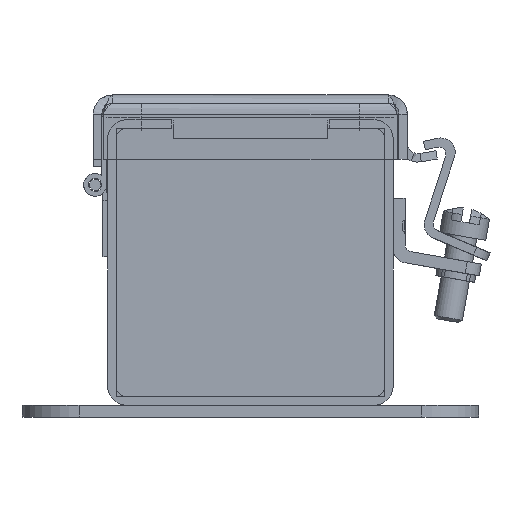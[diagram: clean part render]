
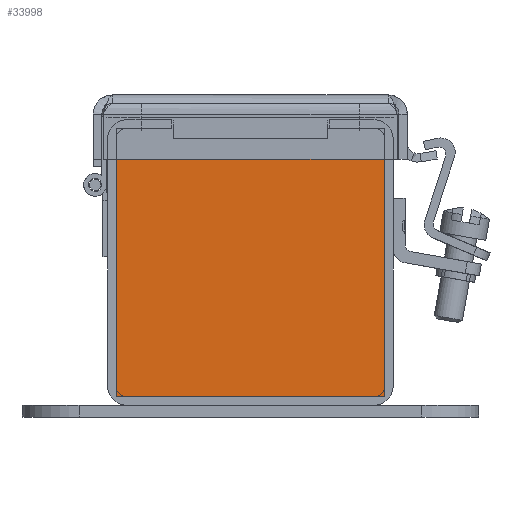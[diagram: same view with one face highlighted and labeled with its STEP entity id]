
A CAD part, left-side view. The second image highlights one B-rep face of the part: STEP entity #33998.
In plain terms, the highlighted planar face has unit normal (-1, 0, 0).
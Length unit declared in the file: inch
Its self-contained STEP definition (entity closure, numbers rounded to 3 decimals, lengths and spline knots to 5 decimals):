
#96 = VERTEX_POINT ( 'NONE', #7177 ) ;
#806 = ORIENTED_EDGE ( 'NONE', *, *, #22446, .F. ) ;
#1883 = DIRECTION ( 'NONE',  ( 0., 0., 1. ) ) ;
#2421 = LINE ( 'NONE', #51147, #13868 ) ;
#2711 = VECTOR ( 'NONE', #48445, 39.37008 ) ;
#3037 = VERTEX_POINT ( 'NONE', #48202 ) ;
#3399 = CARTESIAN_POINT ( 'NONE',  ( -36., 0.6775, 0. ) ) ;
#4298 = VERTEX_POINT ( 'NONE', #41839 ) ;
#5548 = DIRECTION ( 'NONE',  ( 0., 0., -1. ) ) ;
#6140 = VECTOR ( 'NONE', #1883, 39.37008 ) ;
#6226 = EDGE_CURVE ( 'NONE', #46797, #43204, #14186, .T. ) ;
#6583 = DIRECTION ( 'NONE',  ( 0., -1., 0. ) ) ;
#7040 = ORIENTED_EDGE ( 'NONE', *, *, #28974, .F. ) ;
#7054 = EDGE_CURVE ( 'NONE', #96, #53077, #15646, .T. ) ;
#7064 = VECTOR ( 'NONE', #47469, 39.37008 ) ;
#7177 = CARTESIAN_POINT ( 'NONE',  ( -36., -0.6775, 1.08225 ) ) ;
#8427 = DIRECTION ( 'NONE',  ( 0., 0., 1. ) ) ;
#9014 = VERTEX_POINT ( 'NONE', #40890 ) ;
#10042 = CARTESIAN_POINT ( 'NONE',  ( -36., -1.176, -1.176 ) ) ;
#11200 = VECTOR ( 'NONE', #6583, 39.37008 ) ;
#11702 = VECTOR ( 'NONE', #26838, 39.37008 ) ;
#13309 = CARTESIAN_POINT ( 'NONE',  ( -36., -1.176, 1.176 ) ) ;
#13703 = ORIENTED_EDGE ( 'NONE', *, *, #20072, .F. ) ;
#13811 = ORIENTED_EDGE ( 'NONE', *, *, #52107, .F. ) ;
#13868 = VECTOR ( 'NONE', #38059, 39.37008 ) ;
#14186 = LINE ( 'NONE', #10042, #45816 ) ;
#15504 = EDGE_CURVE ( 'NONE', #3037, #4298, #25486, .T. ) ;
#15646 = LINE ( 'NONE', #52739, #21391 ) ;
#16863 = VECTOR ( 'NONE', #39816, 39.37008 ) ;
#16910 = EDGE_CURVE ( 'NONE', #9014, #46407, #19895, .T. ) ;
#17192 = EDGE_CURVE ( 'NONE', #54480, #37518, #53561, .T. ) ;
#18020 = CARTESIAN_POINT ( 'NONE',  ( -36., -0.6777, 1.176 ) ) ;
#18318 = ORIENTED_EDGE ( 'NONE', *, *, #6226, .F. ) ;
#19895 = LINE ( 'NONE', #18020, #33465 ) ;
#20072 = EDGE_CURVE ( 'NONE', #53077, #46407, #24579, .T. ) ;
#21156 = LINE ( 'NONE', #51760, #6140 ) ;
#21391 = VECTOR ( 'NONE', #30141, 39.37008 ) ;
#21848 = ORIENTED_EDGE ( 'NONE', *, *, #46267, .T. ) ;
#21902 = DIRECTION ( 'NONE',  ( 0., -1., 0. ) ) ;
#22446 = EDGE_CURVE ( 'NONE', #9014, #46797, #43701, .T. ) ;
#24579 = LINE ( 'NONE', #51323, #7064 ) ;
#25486 = LINE ( 'NONE', #13309, #28762 ) ;
#26626 = ORIENTED_EDGE ( 'NONE', *, *, #16910, .T. ) ;
#26838 = DIRECTION ( 'NONE',  ( 0., 0., 1. ) ) ;
#26875 = ORIENTED_EDGE ( 'NONE', *, *, #7054, .F. ) ;
#27264 = AXIS2_PLACEMENT_3D ( 'NONE', #28728, #29040, #47197 ) ;
#28728 = CARTESIAN_POINT ( 'NONE',  ( -36., 0., 0. ) ) ;
#28762 = VECTOR ( 'NONE', #21902, 39.37008 ) ;
#28974 = EDGE_CURVE ( 'NONE', #53299, #54480, #29667, .T. ) ;
#29040 = DIRECTION ( 'NONE',  ( 1., 0., 0. ) ) ;
#29326 = FACE_OUTER_BOUND ( 'NONE', #34502, .T. ) ;
#29667 = LINE ( 'NONE', #42161, #11200 ) ;
#30141 = DIRECTION ( 'NONE',  ( 0., 0., -1. ) ) ;
#30279 = VERTEX_POINT ( 'NONE', #44310 ) ;
#30313 = LINE ( 'NONE', #53492, #50997 ) ;
#30372 = ORIENTED_EDGE ( 'NONE', *, *, #40139, .F. ) ;
#31596 = ORIENTED_EDGE ( 'NONE', *, *, #15504, .F. ) ;
#33302 = CARTESIAN_POINT ( 'NONE',  ( -36., 0.6775, 1.08225 ) ) ;
#33465 = VECTOR ( 'NONE', #34428, 39.37008 ) ;
#33998 = ADVANCED_FACE ( 'NONE', ( #29326 ), #39634, .F. ) ;
#34428 = DIRECTION ( 'NONE',  ( 0., 0., -1. ) ) ;
#34502 = EDGE_LOOP ( 'NONE', ( #13703, #26875, #30372, #39119, #7040, #21848, #31596, #13811, #56417, #18318, #806, #26626 ) ) ;
#36810 = CARTESIAN_POINT ( 'NONE',  ( -36., 0.6775, 1.08205 ) ) ;
#37518 = VERTEX_POINT ( 'NONE', #33302 ) ;
#38059 = DIRECTION ( 'NONE',  ( 0., -1., 0. ) ) ;
#38961 = LINE ( 'NONE', #57090, #16863 ) ;
#39119 = ORIENTED_EDGE ( 'NONE', *, *, #17192, .F. ) ;
#39634 = PLANE ( 'NONE',  #27264 ) ;
#39816 = DIRECTION ( 'NONE',  ( 0., 1., 0. ) ) ;
#40139 = EDGE_CURVE ( 'NONE', #37518, #96, #2421, .T. ) ;
#40629 = CARTESIAN_POINT ( 'NONE',  ( -36., -0.6777, 1.08205 ) ) ;
#40890 = CARTESIAN_POINT ( 'NONE',  ( -36., -0.6777, 1.176 ) ) ;
#41839 = CARTESIAN_POINT ( 'NONE',  ( -36., 0.6777, 1.176 ) ) ;
#42161 = CARTESIAN_POINT ( 'NONE',  ( -36., 0., 1.08205 ) ) ;
#43204 = VERTEX_POINT ( 'NONE', #46124 ) ;
#43701 = LINE ( 'NONE', #47868, #2711 ) ;
#44310 = CARTESIAN_POINT ( 'NONE',  ( -36., 1.176, -1.176 ) ) ;
#45816 = VECTOR ( 'NONE', #5548, 39.37008 ) ;
#46124 = CARTESIAN_POINT ( 'NONE',  ( -36., -1.176, -1.176 ) ) ;
#46267 = EDGE_CURVE ( 'NONE', #53299, #4298, #21156, .T. ) ;
#46407 = VERTEX_POINT ( 'NONE', #40629 ) ;
#46797 = VERTEX_POINT ( 'NONE', #47390 ) ;
#47197 = DIRECTION ( 'NONE',  ( 0., 1., 0. ) ) ;
#47390 = CARTESIAN_POINT ( 'NONE',  ( -36., -1.176, 1.176 ) ) ;
#47469 = DIRECTION ( 'NONE',  ( 0., -1., 0. ) ) ;
#47765 = CARTESIAN_POINT ( 'NONE',  ( -36., 0.6777, 1.08205 ) ) ;
#47868 = CARTESIAN_POINT ( 'NONE',  ( -36., -1.176, 1.176 ) ) ;
#48202 = CARTESIAN_POINT ( 'NONE',  ( -36., 1.176, 1.176 ) ) ;
#48445 = DIRECTION ( 'NONE',  ( 0., -1., 0. ) ) ;
#48710 = CARTESIAN_POINT ( 'NONE',  ( -36., -0.6775, 1.08205 ) ) ;
#50997 = VECTOR ( 'NONE', #8427, 39.37008 ) ;
#51147 = CARTESIAN_POINT ( 'NONE',  ( -36., 0., 1.08225 ) ) ;
#51323 = CARTESIAN_POINT ( 'NONE',  ( -36., 0., 1.08205 ) ) ;
#51760 = CARTESIAN_POINT ( 'NONE',  ( -36., 0.6777, 1.08205 ) ) ;
#52107 = EDGE_CURVE ( 'NONE', #30279, #3037, #30313, .T. ) ;
#52140 = EDGE_CURVE ( 'NONE', #43204, #30279, #38961, .T. ) ;
#52739 = CARTESIAN_POINT ( 'NONE',  ( -36., -0.6775, 0. ) ) ;
#53077 = VERTEX_POINT ( 'NONE', #48710 ) ;
#53299 = VERTEX_POINT ( 'NONE', #47765 ) ;
#53492 = CARTESIAN_POINT ( 'NONE',  ( -36., 1.176, 1.176 ) ) ;
#53561 = LINE ( 'NONE', #3399, #11702 ) ;
#54480 = VERTEX_POINT ( 'NONE', #36810 ) ;
#56417 = ORIENTED_EDGE ( 'NONE', *, *, #52140, .F. ) ;
#57090 = CARTESIAN_POINT ( 'NONE',  ( -36., 1.176, -1.176 ) ) ;
